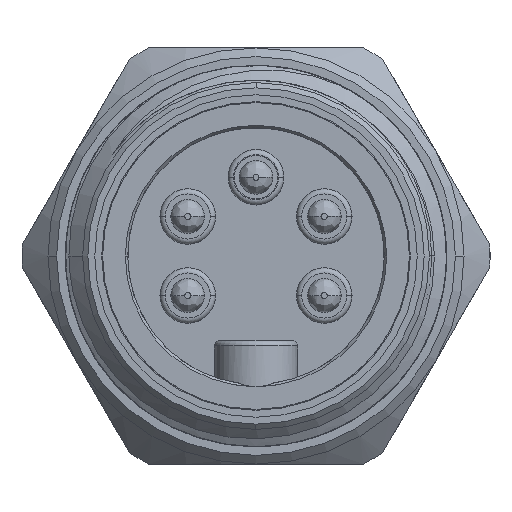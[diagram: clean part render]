
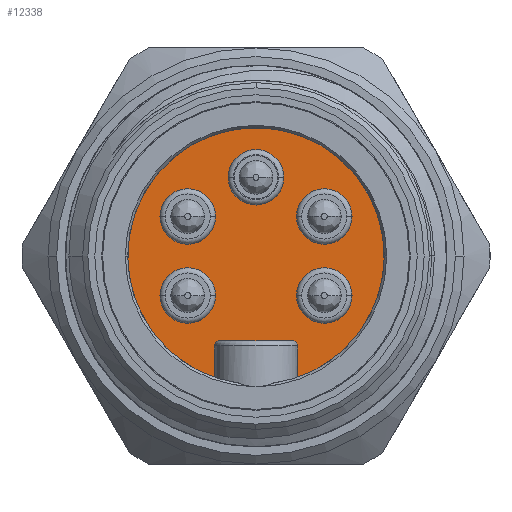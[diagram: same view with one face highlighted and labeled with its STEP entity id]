
A CAD part, front view. The second image highlights one B-rep face of the part: STEP entity #12338.
In plain terms, the highlighted planar face has unit normal (0, -1, 0).
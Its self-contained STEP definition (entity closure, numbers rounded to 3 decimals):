
#122=DIRECTION('',(0.,0.,1.));
#123=VECTOR('',#122,1.81);
#124=CARTESIAN_POINT('',(-2.4,-2.8,-7.));
#125=LINE('',#124,#123);
#126=CARTESIAN_POINT('',(-2.1,-2.8,-5.19));
#127=DIRECTION('',(0.,1.,0.));
#128=DIRECTION('',(-1.,0.,0.));
#129=AXIS2_PLACEMENT_3D('',#126,#127,#128);
#144=DIRECTION('',(1.,0.,0.));
#145=VECTOR('',#144,4.2);
#146=CARTESIAN_POINT('',(-2.1,-2.8,-4.89));
#147=LINE('',#146,#145);
#153=CARTESIAN_POINT('',(2.1,-2.8,-5.19));
#154=DIRECTION('',(0.,1.,0.));
#155=DIRECTION('',(0.,0.,1.));
#156=AXIS2_PLACEMENT_3D('',#153,#154,#155);
#162=DIRECTION('',(0.,0.,-1.));
#163=VECTOR('',#162,1.81);
#164=CARTESIAN_POINT('',(2.4,-2.8,-5.19));
#165=LINE('',#164,#163);
#166=CARTESIAN_POINT('',(0.,-2.8,0.));
#167=DIRECTION('',(0.,1.,0.));
#168=DIRECTION('',(-0.324,0.,-0.946));
#169=AXIS2_PLACEMENT_3D('',#166,#167,#168);
#171=CARTESIAN_POINT('',(-3.94,-2.8,2.28));
#172=DIRECTION('',(0.,-1.,0.));
#173=DIRECTION('',(1.,0.,0.));
#174=AXIS2_PLACEMENT_3D('',#171,#172,#173);
#176=CARTESIAN_POINT('',(-3.94,-2.8,2.28));
#177=DIRECTION('',(0.,-1.,0.));
#178=DIRECTION('',(-1.,0.,0.));
#179=AXIS2_PLACEMENT_3D('',#176,#177,#178);
#181=CARTESIAN_POINT('',(3.94,-2.8,2.28));
#182=DIRECTION('',(0.,-1.,0.));
#183=DIRECTION('',(1.,0.,0.));
#184=AXIS2_PLACEMENT_3D('',#181,#182,#183);
#186=CARTESIAN_POINT('',(3.94,-2.8,2.28));
#187=DIRECTION('',(0.,-1.,0.));
#188=DIRECTION('',(-1.,0.,0.));
#189=AXIS2_PLACEMENT_3D('',#186,#187,#188);
#191=CARTESIAN_POINT('',(-3.94,-2.8,-2.28));
#192=DIRECTION('',(0.,-1.,0.));
#193=DIRECTION('',(1.,0.,0.));
#194=AXIS2_PLACEMENT_3D('',#191,#192,#193);
#196=CARTESIAN_POINT('',(-3.94,-2.8,-2.28));
#197=DIRECTION('',(0.,-1.,0.));
#198=DIRECTION('',(-1.,0.,0.));
#199=AXIS2_PLACEMENT_3D('',#196,#197,#198);
#201=CARTESIAN_POINT('',(3.94,-2.8,-2.28));
#202=DIRECTION('',(0.,-1.,0.));
#203=DIRECTION('',(1.,0.,0.));
#204=AXIS2_PLACEMENT_3D('',#201,#202,#203);
#206=CARTESIAN_POINT('',(3.94,-2.8,-2.28));
#207=DIRECTION('',(0.,-1.,0.));
#208=DIRECTION('',(-1.,0.,0.));
#209=AXIS2_PLACEMENT_3D('',#206,#207,#208);
#211=CARTESIAN_POINT('',(0.,-2.8,4.54));
#212=DIRECTION('',(0.,-1.,0.));
#213=DIRECTION('',(1.,0.,0.));
#214=AXIS2_PLACEMENT_3D('',#211,#212,#213);
#216=CARTESIAN_POINT('',(0.,-2.8,4.54));
#217=DIRECTION('',(0.,-1.,0.));
#218=DIRECTION('',(-1.,0.,0.));
#219=AXIS2_PLACEMENT_3D('',#216,#217,#218);
#10213=CARTESIAN_POINT('',(-2.4,-2.8,-7.));
#10214=VERTEX_POINT('',#10213);
#10215=CARTESIAN_POINT('',(2.4,-2.8,-7.));
#10216=VERTEX_POINT('',#10215);
#10217=CARTESIAN_POINT('',(-2.34,-2.8,2.28));
#10218=CARTESIAN_POINT('',(-5.54,-2.8,2.28));
#10219=VERTEX_POINT('',#10217);
#10220=VERTEX_POINT('',#10218);
#10221=CARTESIAN_POINT('',(5.54,-2.8,2.28));
#10222=CARTESIAN_POINT('',(2.34,-2.8,2.28));
#10223=VERTEX_POINT('',#10221);
#10224=VERTEX_POINT('',#10222);
#10225=CARTESIAN_POINT('',(-2.34,-2.8,-2.28));
#10226=CARTESIAN_POINT('',(-5.54,-2.8,-2.28));
#10227=VERTEX_POINT('',#10225);
#10228=VERTEX_POINT('',#10226);
#10253=CARTESIAN_POINT('',(5.54,-2.8,-2.28));
#10254=CARTESIAN_POINT('',(2.34,-2.8,-2.28));
#10255=VERTEX_POINT('',#10253);
#10256=VERTEX_POINT('',#10254);
#10273=CARTESIAN_POINT('',(1.6,-2.8,4.54));
#10274=CARTESIAN_POINT('',(-1.6,-2.8,4.54));
#10275=VERTEX_POINT('',#10273);
#10276=VERTEX_POINT('',#10274);
#10286=CARTESIAN_POINT('',(2.4,-2.8,-5.19));
#10288=VERTEX_POINT('',#10286);
#10290=CARTESIAN_POINT('',(2.1,-2.8,-4.89));
#10292=VERTEX_POINT('',#10290);
#10297=CARTESIAN_POINT('',(-2.1,-2.8,-4.89));
#10298=VERTEX_POINT('',#10297);
#10299=CARTESIAN_POINT('',(-2.4,-2.8,-5.19));
#10300=VERTEX_POINT('',#10299);
#12294=CARTESIAN_POINT('',(-3.7,-2.8,0.));
#12295=DIRECTION('',(0.,-1.,0.));
#12296=DIRECTION('',(0.,0.,-1.));
#12297=AXIS2_PLACEMENT_3D('',#12294,#12295,#12296);
#12298=PLANE('',#12297);
#12299=ORIENTED_EDGE('',*,*,#12285,.F.);
#12300=ORIENTED_EDGE('',*,*,#12274,.F.);
#12301=ORIENTED_EDGE('',*,*,#12259,.F.);
#12302=ORIENTED_EDGE('',*,*,#12244,.F.);
#12303=ORIENTED_EDGE('',*,*,#12229,.F.);
#12305=ORIENTED_EDGE('',*,*,#12304,.T.);
#12306=EDGE_LOOP('',(#12299,#12300,#12301,#12302,#12303,#12305));
#12307=FACE_OUTER_BOUND('',#12306,.F.);
#12309=ORIENTED_EDGE('',*,*,#12308,.T.);
#12311=ORIENTED_EDGE('',*,*,#12310,.T.);
#12312=EDGE_LOOP('',(#12309,#12311));
#12313=FACE_BOUND('',#12312,.F.);
#12315=ORIENTED_EDGE('',*,*,#12314,.T.);
#12317=ORIENTED_EDGE('',*,*,#12316,.T.);
#12318=EDGE_LOOP('',(#12315,#12317));
#12319=FACE_BOUND('',#12318,.F.);
#12321=ORIENTED_EDGE('',*,*,#12320,.T.);
#12323=ORIENTED_EDGE('',*,*,#12322,.T.);
#12324=EDGE_LOOP('',(#12321,#12323));
#12325=FACE_BOUND('',#12324,.F.);
#12327=ORIENTED_EDGE('',*,*,#12326,.T.);
#12329=ORIENTED_EDGE('',*,*,#12328,.T.);
#12330=EDGE_LOOP('',(#12327,#12329));
#12331=FACE_BOUND('',#12330,.F.);
#12333=ORIENTED_EDGE('',*,*,#12332,.T.);
#12335=ORIENTED_EDGE('',*,*,#12334,.T.);
#12336=EDGE_LOOP('',(#12333,#12335));
#12337=FACE_BOUND('',#12336,.F.);
#130=CIRCLE('',#129,0.3);
#157=CIRCLE('',#156,0.3);
#170=CIRCLE('',#169,7.4);
#175=CIRCLE('',#174,1.6);
#180=CIRCLE('',#179,1.6);
#185=CIRCLE('',#184,1.6);
#190=CIRCLE('',#189,1.6);
#195=CIRCLE('',#194,1.6);
#200=CIRCLE('',#199,1.6);
#205=CIRCLE('',#204,1.6);
#210=CIRCLE('',#209,1.6);
#215=CIRCLE('',#214,1.6);
#220=CIRCLE('',#219,1.6);
#12229=EDGE_CURVE('',#10214,#10300,#125,.T.);
#12244=EDGE_CURVE('',#10300,#10298,#130,.T.);
#12259=EDGE_CURVE('',#10298,#10292,#147,.T.);
#12274=EDGE_CURVE('',#10292,#10288,#157,.T.);
#12285=EDGE_CURVE('',#10288,#10216,#165,.T.);
#12304=EDGE_CURVE('',#10214,#10216,#170,.T.);
#12308=EDGE_CURVE('',#10219,#10220,#175,.T.);
#12310=EDGE_CURVE('',#10220,#10219,#180,.T.);
#12314=EDGE_CURVE('',#10223,#10224,#185,.T.);
#12316=EDGE_CURVE('',#10224,#10223,#190,.T.);
#12320=EDGE_CURVE('',#10227,#10228,#195,.T.);
#12322=EDGE_CURVE('',#10228,#10227,#200,.T.);
#12326=EDGE_CURVE('',#10255,#10256,#205,.T.);
#12328=EDGE_CURVE('',#10256,#10255,#210,.T.);
#12332=EDGE_CURVE('',#10275,#10276,#215,.T.);
#12334=EDGE_CURVE('',#10276,#10275,#220,.T.);
#12338=ADVANCED_FACE('',(#12307,#12313,#12319,#12325,#12331,#12337),#12298,.T.);
